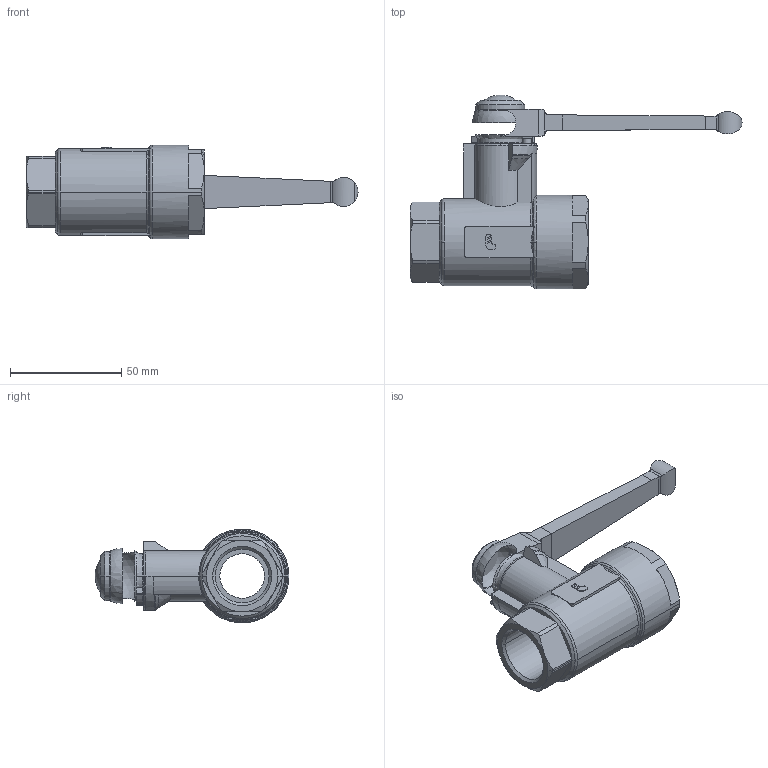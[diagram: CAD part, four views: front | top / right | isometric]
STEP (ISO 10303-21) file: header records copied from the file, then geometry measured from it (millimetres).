
FILE_DESCRIPTION(('STEP AP214'),'1');
FILE_NAME('0402_20_27.stp','2016-07-07T14:23:35',('TraceParts'),('TraceParts S.A.'),'Spatial InterOp 3D',' ',' ');
FILE_SCHEMA(('automotive_design'));
Length unit declared in the file: millimetre
Products named in the file (1): 1
Bounding box: 149 x 87.01 x 42 mm (x, y, z)
Volume: 87822.9 mm3; surface area: 27266.5 mm2
Topology: 1 solids, 1 shells, 234 faces, 630 edges, 402 vertices
Faces by surface type: plane 93, cylinder 75, cone 34, torus 30, sphere 2
Entity records: 8158 total; most frequent: CARTESIAN_POINT 2304, DIRECTION 1256, ORIENTED_EDGE 1252, EDGE_CURVE 626, AXIS2_PLACEMENT_3D 503, VERTEX_POINT 402, CIRCLE 256, LINE 250
